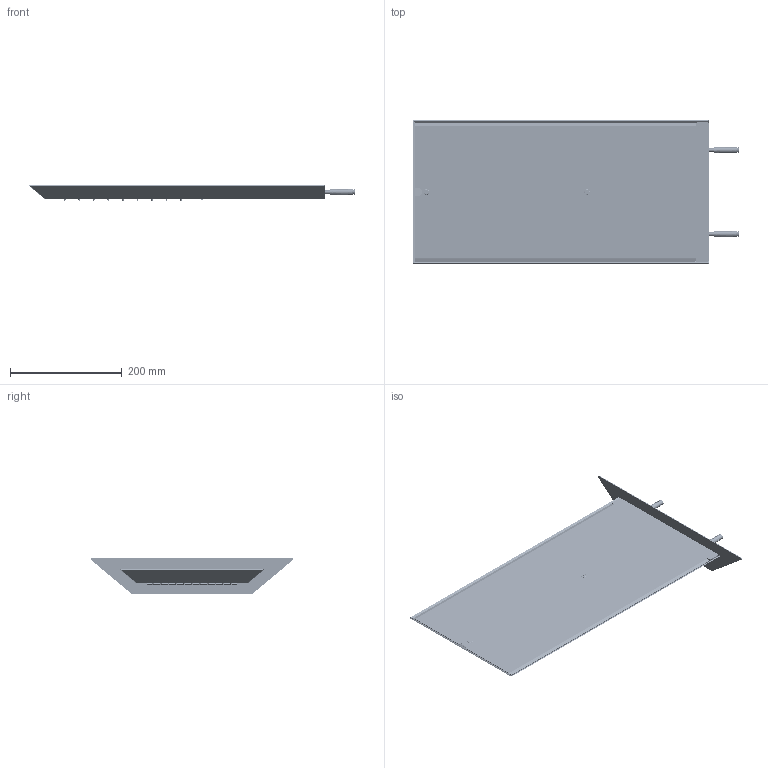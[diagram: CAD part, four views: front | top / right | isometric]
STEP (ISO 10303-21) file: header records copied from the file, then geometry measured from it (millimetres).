
FILE_DESCRIPTION(('STEP AP214'),'1');
FILE_NAME('Art.33020.stp','2023-06-12T05:45:10',(' '),(' '),'Spatial InterOp 3D',' ',' ');
FILE_SCHEMA(('AUTOMOTIVE_DESIGN { 1 0 10303 214 1 1 1 1 }'));
Length unit declared in the file: millimetre
Products named in the file (271): Art.33020; ASSEM1; 23854; S.00157; S.00107; S.01006; S.00150; 22280; S.00311; S.01017b; S.01017; S.01017a; T.RA063; S.00104; 22231; T.RA013; 22234; 22233; 22232; 21917; 22322; P.00100; 22323; P_13025; S.01030; 21916; 21915; 21914; 21913
Assembly tree (387 placements, depth 4):
  Art.33020
    ASSEM1
    23854
    S.00157  x2
      ASSEM1
      (unnamed)
      S.00157
    S.00107  x2
      ASSEM1
      (unnamed)
      (unnamed)
      S.00107
    S.01006  x4
    S.00150  x4
      ASSEM1
      S.00150
    22280  x4
    S.00311  x4
      ASSEM1
      (unnamed)
      (unnamed)
      (unnamed)
      (unnamed)
      (unnamed)
      (unnamed)
      (unnamed)
      (unnamed)
      (unnamed)
      (unnamed)
      (unnamed)
      S.00311
    S.01017  x2
      S.01017b
        ASSEM1
        S.01017b
      S.01017a
    T.RA063  x2
      ASSEM1
      T.RA063
    S.00104  x2
      ASSEM1
      (unnamed)
      S.00104
    22231
      ASSEM1
      T.RA013
        ASSEM1
        T.RA013
      22234
      22233
      22232
    21917
    22322
      ASSEM1
      (unnamed)
      (unnamed)
      (unnamed)
      (unnamed)
      (unnamed)
      (unnamed)
Bounding box: 583.6 x 362.85 x 65.15 mm (x, y, z)
Volume: 571807.4 mm3; surface area: 964052 mm2
Topology: 142 solids, 142 shells, 3606 faces, 8880 edges, 5863 vertices
Faces by surface type: plane 1168, torus 1165, cylinder 1100, cone 149, sphere 20, bspline 4
Full cylindrical faces by diameter (mm): 0.4 x4, 1.5 x99, 1.7 x99, 2.5 x4, 3 x4, 3.1 x99, 3.2 x4, 3.3 x101, 4 x2, 4.2 x2, 4.3 x4, 5 x206, 5.9 x2, 6 x6, 6.7 x4, 6.9 x2, 7 x2, 7.1 x2, 7.6 x2, 8.2 x2, 8.4 x2, 8.566 x4, 9.8 x4, 10 x105, 13.9 x2, 14.1 x2, 20 x2
Entity records: 56606 total; most frequent: DIRECTION 6840, CARTESIAN_POINT 6251, ORIENTED_EDGE 4790, AXIS2_PLACEMENT_3D 2776, EDGE_CURVE 2395, EDGE_LOOP 1797, VERTEX_POINT 1689, STYLED_ITEM 1341
